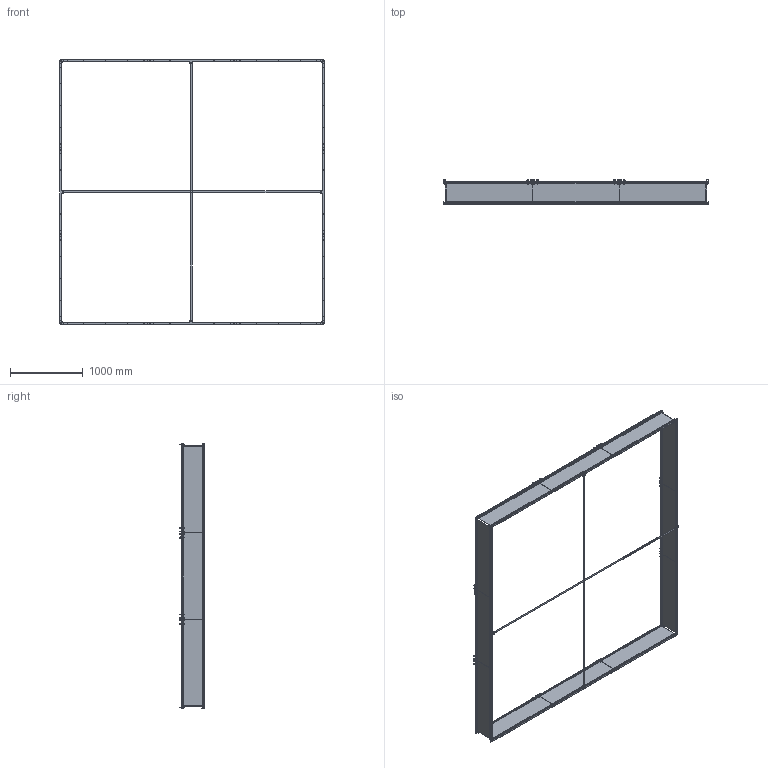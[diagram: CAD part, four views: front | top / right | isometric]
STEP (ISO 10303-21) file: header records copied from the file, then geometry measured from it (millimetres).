
FILE_DESCRIPTION(/* description */ (''),/* implementation_level */ '2;1');
FILE_NAME(/* name */ 'FTC Field Asm.iam.stp',/* time_stamp */ '2014-12-18T16:50:01-08:00',/* author */ ('Autodesk Inc.'),/* organization */ ('Autodesk Inc.'),/* preprocessor_version */ 'ST-DEVELOPER v15.6',/* originating_system */ 'Autodesk Inventor 2015',/* authorisation */ '');
FILE_SCHEMA (('AUTOMOTIVE_DESIGN { 1 0 10303 214 3 1 1 }'));
Length unit declared in the file: inch
Products named in the file (10): Corner Knife Hinge half; Corner Knife Hinge half_DefaultSM-FLAT-PATTERN; SAPA IAH-821; NewStrapClip; NewRail; New FTC Side Glass; Rail Final Asm; Strap; 98320A015_98320A015; FTC Field Asm
Assembly tree (85 placements, depth 3):
  FTC Field Asm
    Corner Knife Hinge half  x8
    Corner Knife Hinge half_DefaultSM-FLAT-PATTERN  x8
    SAPA IAH-821  x16
    NewStrapClip  x4
    Rail Final Asm  x12
      NewRail
      New FTC Side Glass
    Strap  x2
    98320A015_98320A015  x32
Bounding box: 3644.69 x 340.13 x 3642.16 mm (x, y, z)
Volume: 18449316.9 mm3; surface area: 14665752.1 mm2
Topology: 170 solids, 170 shells, 3516 faces, 9680 edges, 6432 vertices
Faces by surface type: cylinder 1776, plane 1420, bspline 128, torus 64, sphere 64, cone 64
Full cylindrical faces by diameter (mm): 1.905 x32, 4.762 x32, 4.826 x456, 5.08 x48, 5.715 x128
Entity records: 10207 total; most frequent: CARTESIAN_POINT 2297, DIRECTION 1690, ORIENTED_EDGE 1414, EDGE_CURVE 707, AXIS2_PLACEMENT_3D 645, VERTEX_POINT 492, LINE 400, VECTOR 400
